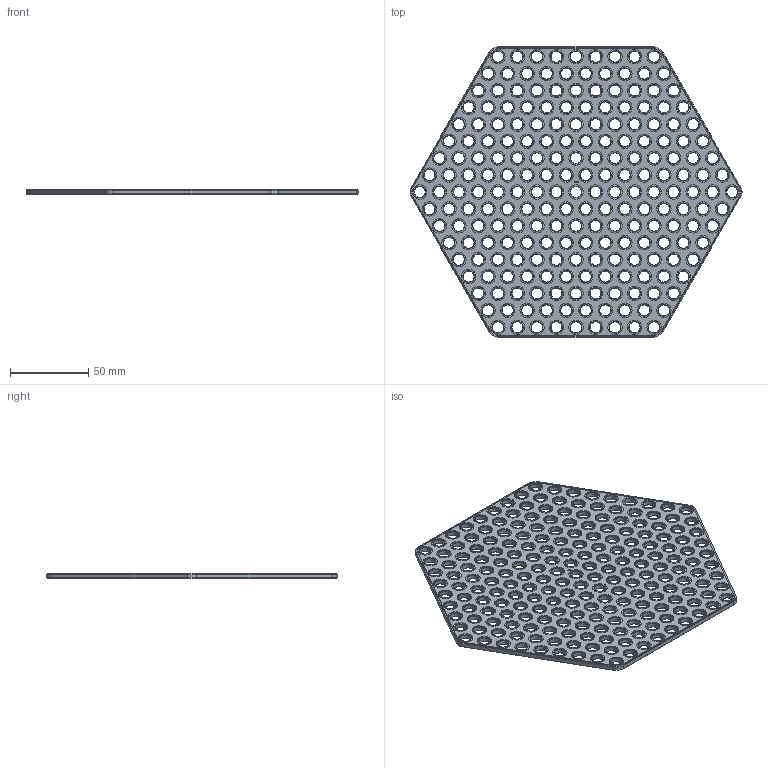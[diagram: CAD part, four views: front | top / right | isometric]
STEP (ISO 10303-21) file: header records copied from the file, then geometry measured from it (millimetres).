
FILE_DESCRIPTION(('FreeCAD Model'),'2;1');
FILE_NAME('Open CASCADE Shape Model','2024-01-31T19:18:49',(''),(''), 'Open CASCADE STEP processor 7.6','FreeCAD','Unknown');
FILE_SCHEMA(('AUTOMOTIVE_DESIGN { 1 0 10303 214 1 1 1 1 }'));
Products named in the file (1): Plate HEX CRNR BU17x00.25 - SPN-PLT-0008 (stemfie.org)
Bounding box: 212.5 x 185.71 x 3.12 mm (x, y, z)
Volume: 63749.8 mm3; surface area: 59445.6 mm2
Topology: 1 solids, 1 shells, 1814 faces, 4436 edges, 2876 vertices
Faces by surface type: cone 660, plane 538, cylinder 446, extrusion 170
Full cylindrical faces by diameter (mm): 7 x217, 9.2 x217
Entity records: 114686 total; most frequent: CARTESIAN_POINT 26021, DIRECTION 16212, ORIENTED_EDGE 8872, PCURVE 8872, DEFINITIONAL_REPRESENTATION 8872, VECTOR 8272, LINE 8102, EDGE_CURVE 4436
